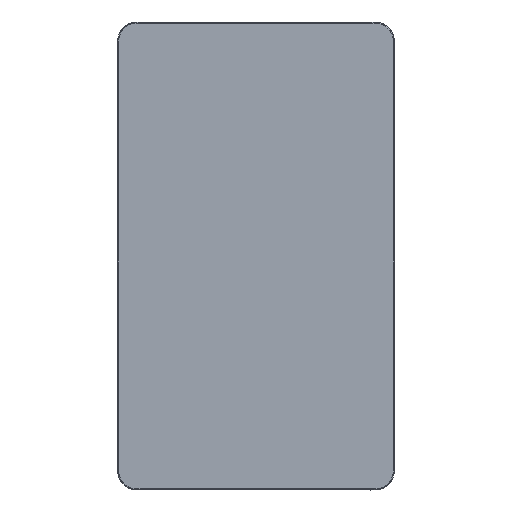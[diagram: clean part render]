
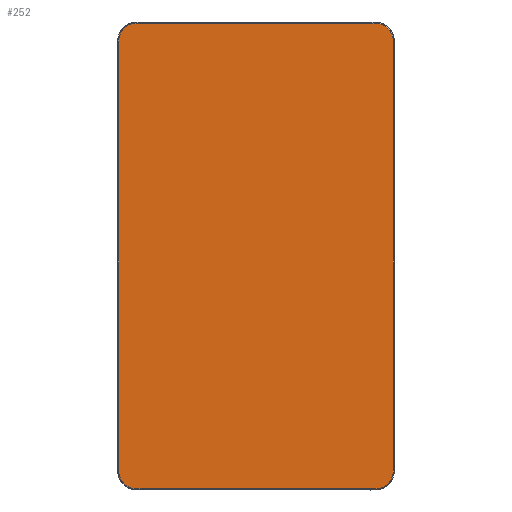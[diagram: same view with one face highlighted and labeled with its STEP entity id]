
A CAD part, top view. The second image highlights one B-rep face of the part: STEP entity #252.
In plain terms, the highlighted face is planar.
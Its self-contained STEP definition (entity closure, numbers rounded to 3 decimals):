
#252=ADVANCED_FACE('',(#422),#342,.T.);
#342=PLANE('',#2149);
#422=FACE_OUTER_BOUND('',#569,.T.);
#569=EDGE_LOOP('',(#883,#884,#885,#886,#887,#888,#889,#890));
#883=ORIENTED_EDGE('',*,*,#1551,.T.);
#884=ORIENTED_EDGE('',*,*,#1552,.T.);
#885=ORIENTED_EDGE('',*,*,#1553,.T.);
#886=ORIENTED_EDGE('',*,*,#1554,.T.);
#887=ORIENTED_EDGE('',*,*,#1555,.T.);
#888=ORIENTED_EDGE('',*,*,#1556,.T.);
#889=ORIENTED_EDGE('',*,*,#1557,.T.);
#890=ORIENTED_EDGE('',*,*,#1558,.T.);
#1316=VERTEX_POINT('',#12739);
#1317=VERTEX_POINT('',#12740);
#1318=VERTEX_POINT('',#12752);
#1319=VERTEX_POINT('',#12754);
#1320=VERTEX_POINT('',#12766);
#1321=VERTEX_POINT('',#12768);
#1322=VERTEX_POINT('',#12780);
#1323=VERTEX_POINT('',#12782);
#1551=EDGE_CURVE('',#1316,#1317,#1995,.T.);
#1552=EDGE_CURVE('',#1317,#1318,#1844,.T.);
#1553=EDGE_CURVE('',#1318,#1319,#1996,.T.);
#1554=EDGE_CURVE('',#1319,#1320,#1845,.T.);
#1555=EDGE_CURVE('',#1320,#1321,#1997,.T.);
#1556=EDGE_CURVE('',#1321,#1322,#1846,.T.);
#1557=EDGE_CURVE('',#1322,#1323,#1998,.T.);
#1558=EDGE_CURVE('',#1323,#1316,#1847,.T.);
#1844=B_SPLINE_CURVE_WITH_KNOTS('',3,(#12741,#12742,#12743,#12744,#12745,
#12746,#12747,#12748,#12749,#12750,#12751),.UNSPECIFIED.,.F.,.F.,(4,1,1,
1,1,1,1,1,4),(0.,0.125,0.25,0.375,0.5,0.625,0.75,0.875,1.),
 .UNSPECIFIED.);
#1845=B_SPLINE_CURVE_WITH_KNOTS('',3,(#12755,#12756,#12757,#12758,#12759,
#12760,#12761,#12762,#12763,#12764,#12765),.UNSPECIFIED.,.F.,.F.,(4,1,1,
1,1,1,1,1,4),(0.,0.125,0.25,0.375,0.5,0.625,
0.75,0.875,1.),.UNSPECIFIED.);
#1846=B_SPLINE_CURVE_WITH_KNOTS('',3,(#12769,#12770,#12771,#12772,#12773,
#12774,#12775,#12776,#12777,#12778,#12779),.UNSPECIFIED.,.F.,.F.,(4,1,1,
1,1,1,1,1,4),(0.,0.125,0.25,0.375,
0.5,0.625,0.75,0.875,1.),
 .UNSPECIFIED.);
#1847=B_SPLINE_CURVE_WITH_KNOTS('',3,(#12783,#12784,#12785,#12786,#12787,
#12788,#12789,#12790,#12791,#12792,#12793),.UNSPECIFIED.,.F.,.F.,(4,1,1,
1,1,1,1,1,4),(0.,0.125,0.25,0.375,0.5,
0.625,0.75,0.875,1.),.UNSPECIFIED.);
#1995=LINE('',#12738,#2057);
#1996=LINE('',#12753,#2058);
#1997=LINE('',#12767,#2059);
#1998=LINE('',#12781,#2060);
#2057=VECTOR('',#2282,1.);
#2058=VECTOR('',#2283,1.);
#2059=VECTOR('',#2284,1.);
#2060=VECTOR('',#2285,1.);
#2149=AXIS2_PLACEMENT_3D('',#12794,#2286,#2287);
#2282=DIRECTION('',(0.,1.,0.));
#2283=DIRECTION('',(-1.,0.,0.));
#2284=DIRECTION('',(0.,-1.,0.));
#2285=DIRECTION('',(1.,0.,0.));
#2286=DIRECTION('',(0.,0.,1.));
#2287=DIRECTION('',(1.,0.,0.));
#12738=CARTESIAN_POINT('',(150.497,115.164,6.664));
#12739=CARTESIAN_POINT('',(150.497,-230.329,6.664));
#12740=CARTESIAN_POINT('',(150.497,230.329,6.664));
#12741=CARTESIAN_POINT('',(150.497,230.329,6.664));
#12742=CARTESIAN_POINT('',(150.497,232.115,6.664));
#12743=CARTESIAN_POINT('',(150.528,235.611,6.664));
#12744=CARTESIAN_POINT('',(149.909,240.71,6.664));
#12745=CARTESIAN_POINT('',(147.867,245.359,6.664));
#12746=CARTESIAN_POINT('',(144.612,249.302,6.664));
#12747=CARTESIAN_POINT('',(140.669,252.557,6.664));
#12748=CARTESIAN_POINT('',(136.02,254.599,6.664));
#12749=CARTESIAN_POINT('',(130.921,255.218,6.664));
#12750=CARTESIAN_POINT('',(127.425,255.187,6.664));
#12751=CARTESIAN_POINT('',(125.639,255.187,6.664));
#12752=CARTESIAN_POINT('',(125.639,255.187,6.664));
#12753=CARTESIAN_POINT('',(0.,255.187,6.664));
#12754=CARTESIAN_POINT('',(-125.639,255.187,6.664));
#12755=CARTESIAN_POINT('',(-125.639,255.187,6.664));
#12756=CARTESIAN_POINT('',(-127.425,255.187,6.664));
#12757=CARTESIAN_POINT('',(-130.921,255.218,6.664));
#12758=CARTESIAN_POINT('',(-136.02,254.599,6.664));
#12759=CARTESIAN_POINT('',(-140.669,252.557,6.664));
#12760=CARTESIAN_POINT('',(-144.612,249.302,6.664));
#12761=CARTESIAN_POINT('',(-147.867,245.359,6.664));
#12762=CARTESIAN_POINT('',(-149.909,240.71,6.664));
#12763=CARTESIAN_POINT('',(-150.528,235.611,6.664));
#12764=CARTESIAN_POINT('',(-150.497,232.115,6.664));
#12765=CARTESIAN_POINT('',(-150.497,230.329,6.664));
#12766=CARTESIAN_POINT('',(-150.497,230.329,6.664));
#12767=CARTESIAN_POINT('',(-150.497,0.,6.664));
#12768=CARTESIAN_POINT('',(-150.497,-230.329,6.664));
#12769=CARTESIAN_POINT('',(-150.497,-230.329,6.664));
#12770=CARTESIAN_POINT('',(-150.497,-232.115,6.664));
#12771=CARTESIAN_POINT('',(-150.528,-235.611,6.664));
#12772=CARTESIAN_POINT('',(-149.909,-240.71,6.664));
#12773=CARTESIAN_POINT('',(-147.867,-245.359,6.664));
#12774=CARTESIAN_POINT('',(-144.612,-249.302,6.664));
#12775=CARTESIAN_POINT('',(-140.669,-252.557,6.664));
#12776=CARTESIAN_POINT('',(-136.02,-254.599,6.664));
#12777=CARTESIAN_POINT('',(-130.921,-255.218,6.664));
#12778=CARTESIAN_POINT('',(-127.425,-255.187,6.664));
#12779=CARTESIAN_POINT('',(-125.639,-255.187,6.664));
#12780=CARTESIAN_POINT('',(-125.639,-255.187,6.664));
#12781=CARTESIAN_POINT('',(0.,-255.187,6.664));
#12782=CARTESIAN_POINT('',(125.639,-255.187,6.664));
#12783=CARTESIAN_POINT('',(125.639,-255.187,6.664));
#12784=CARTESIAN_POINT('',(127.425,-255.187,6.664));
#12785=CARTESIAN_POINT('',(130.921,-255.218,6.664));
#12786=CARTESIAN_POINT('',(136.02,-254.599,6.664));
#12787=CARTESIAN_POINT('',(140.669,-252.557,6.664));
#12788=CARTESIAN_POINT('',(144.612,-249.302,6.664));
#12789=CARTESIAN_POINT('',(147.867,-245.359,6.664));
#12790=CARTESIAN_POINT('',(149.909,-240.71,6.664));
#12791=CARTESIAN_POINT('',(150.528,-235.611,6.664));
#12792=CARTESIAN_POINT('',(150.497,-232.115,6.664));
#12793=CARTESIAN_POINT('',(150.497,-230.329,6.664));
#12794=CARTESIAN_POINT('',(0.,0.,6.664));
